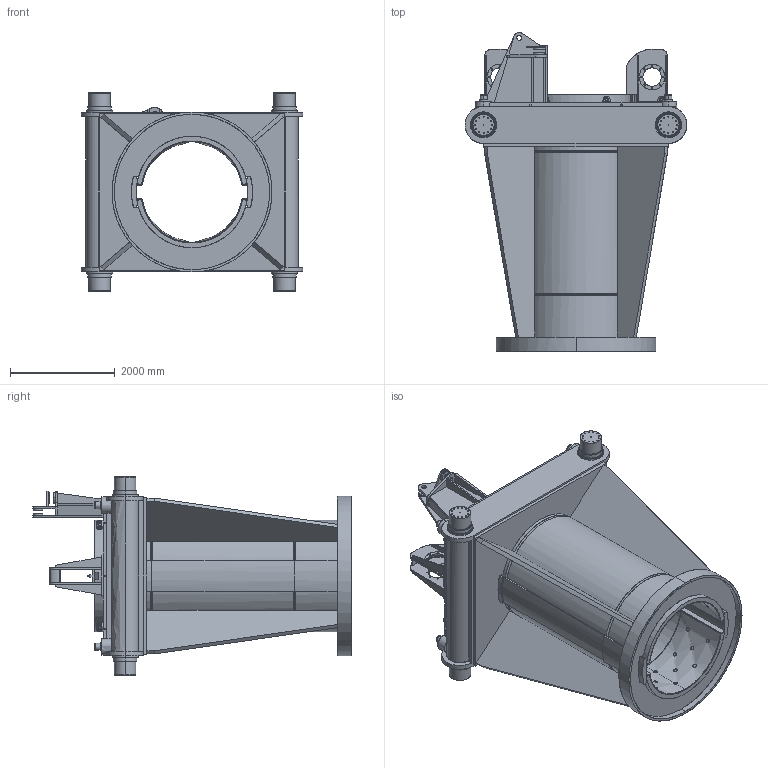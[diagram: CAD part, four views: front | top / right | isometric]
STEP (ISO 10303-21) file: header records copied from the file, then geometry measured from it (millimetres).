
FILE_DESCRIPTION(('FreeCAD Model'),'2;1');
FILE_NAME('Open CASCADE Shape Model','2025-05-05T18:13:44',('FreeCAD'),( 'FreeCAD'),'Open CASCADE STEP processor 7.6','FreeCAD','Unknown');
FILE_SCHEMA(('AUTOMOTIVE_DESIGN { 1 0 10303 214 1 1 1 1 }'));
Products named in the file (1): Open CASCADE STEP translator 7.6 1
Bounding box: 4237.77 x 6096.04 x 3790.2 mm (x, y, z)
Surface area: 233838368.9 mm2 (no closed solid volume)
Topology: 0 solids, 1554 shells, 1554 faces, 34786 edges, 34682 vertices
Faces by surface type: bspline 1554
Entity records: 312420 total; most frequent: CARTESIAN_POINT 165761, ORIENTED_EDGE 34682, EDGE_CURVE 34682, VERTEX_POINT 34682, B_SPLINE_CURVE_WITH_KNOTS 33352, FACE_BOUND 1952, EDGE_LOOP 1952, SHELL_BASED_SURFACE_MODEL 1554
